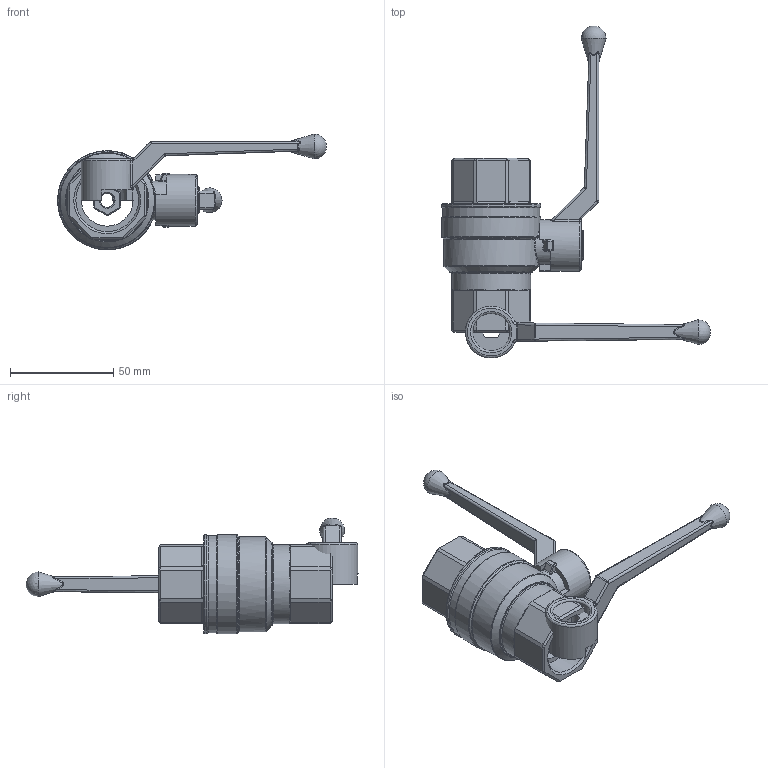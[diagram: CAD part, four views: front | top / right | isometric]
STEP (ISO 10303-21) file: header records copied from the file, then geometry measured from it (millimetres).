
FILE_DESCRIPTION( ( 'Unknown' ), '1' );
FILE_NAME( '2.280.025.stp', 'Unknown', ( 'Unknown' ), ( 'Unknown' ), 'PSStep 13.0', 'Unknown', ' ' );
FILE_SCHEMA( ( 'AUTOMOTIVE_DESIGN { 1 0 10303 214 1 1 1 1 }' ) );
Length unit declared in the file: millimetre
Products named in the file (4): Assem1; Alu-Hebel 3_4 - 1; M8; 2.280.025
Bounding box: 129.96 x 160.44 x 56 mm (x, y, z)
Volume: 170675.2 mm3; surface area: 55407.2 mm2
Topology: 6 solids, 6 shells, 600 faces, 1448 edges, 808 vertices
Faces by surface type: plane 282, cylinder 126, bspline 100, torus 48, sphere 26, cone 18
Full cylindrical faces by diameter (mm): 6.647 x2, 18 x4, 19 x2, 19.6 x2, 25 x4, 30.291 x4, 38 x2, 47 x2, 48 x4
Entity records: 14564 total; most frequent: CARTESIAN_POINT 5728, DIRECTION 1320, ORIENTED_EDGE 1306, EDGE_CURVE 653, AXIS2_PLACEMENT_3D 484, VERTEX_POINT 390, LINE 352, VECTOR 352
